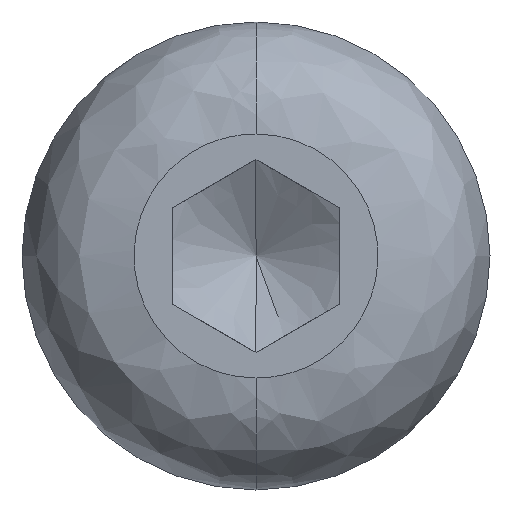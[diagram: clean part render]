
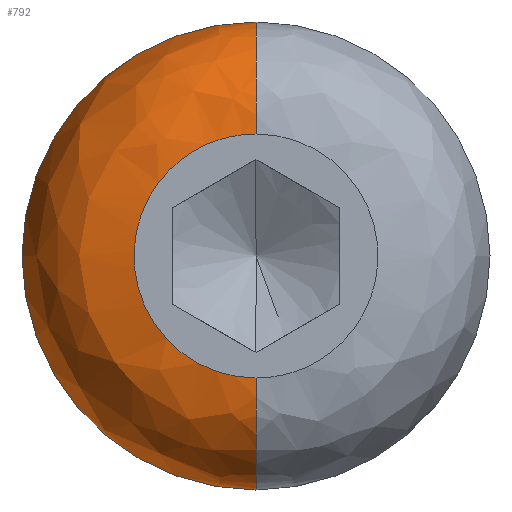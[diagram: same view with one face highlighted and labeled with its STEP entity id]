
A CAD part, left-side view. The second image highlights one B-rep face of the part: STEP entity #792.
In plain terms, the highlighted free-form (B-spline) face has degree [3, 3] with [4, 4] control points.
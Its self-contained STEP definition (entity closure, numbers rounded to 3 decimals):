
#63 = CARTESIAN_POINT ( 'NONE',  ( -4.4, 11.225, -5.612 ) ) ;
#66 = CARTESIAN_POINT ( 'NONE',  ( -4.4, 0., 3.65 ) ) ;
#95 = DIRECTION ( 'NONE',  ( 0., 1., 0. ) ) ;
#105 = CARTESIAN_POINT ( 'NONE',  ( -4.4, 7.3, -3.65 ) ) ;
#107 = CARTESIAN_POINT ( 'NONE',  ( -1.05, 0., 7. ) ) ;
#114 = CARTESIAN_POINT ( 'NONE',  ( -4.4, 11.225, 5.612 ) ) ;
#122 = ORIENTED_EDGE ( 'NONE', *, *, #424, .T. ) ;
#126 = ORIENTED_EDGE ( 'NONE', *, *, #359, .F. ) ;
#129 = CARTESIAN_POINT ( 'NONE',  ( -1.05, 0., -7. ) ) ;
#171 = CARTESIAN_POINT ( 'NONE',  ( -1.05, 0., 0. ) ) ;
#179 = DIRECTION ( 'NONE',  ( 0., 0., -1. ) ) ;
#189 = CARTESIAN_POINT ( 'NONE',  ( -3.012, 0., -7. ) ) ;
#193 = CARTESIAN_POINT ( 'NONE',  ( -1.05, 14., 7. ) ) ;
#222 = CARTESIAN_POINT ( 'NONE',  ( -1.05, 0., 3.65 ) ) ;
#235 = CIRCLE ( 'NONE', #670, 3.35 ) ;
#238 = DIRECTION ( 'NONE',  ( 0., -1., 0. ) ) ;
#246 = ORIENTED_EDGE ( 'NONE', *, *, #262, .T. ) ;
#254 = CARTESIAN_POINT ( 'NONE',  ( -4.4, 0., -3.65 ) ) ;
#262 = EDGE_CURVE ( 'NONE', #458, #343, #235, .T. ) ;
#287 = CIRCLE ( 'NONE', #760, 3.35 ) ;
#289 = ORIENTED_EDGE ( 'NONE', *, *, #330, .F. ) ;
#302 = CARTESIAN_POINT ( 'NONE',  ( -3.012, 14., 7. ) ) ;
#304 = CARTESIAN_POINT ( 'NONE',  ( -3.012, 14., -7. ) ) ;
#316 =( BOUNDED_CURVE ( )  B_SPLINE_CURVE ( 3, ( #429, #105, #600, #490 ),
 .UNSPECIFIED., .F., .T. ) 
 B_SPLINE_CURVE_WITH_KNOTS ( ( 4, 4 ),
 ( 0.75, 1.25 ),
 .UNSPECIFIED. ) 
 CURVE ( )  GEOMETRIC_REPRESENTATION_ITEM ( )  RATIONAL_B_SPLINE_CURVE ( ( 1., 0.333, 0.333, 1. ) ) 
 REPRESENTATION_ITEM ( '' )  );
#319 = CARTESIAN_POINT ( 'NONE',  ( -1.05, 0., -7. ) ) ;
#330 = EDGE_CURVE ( 'NONE', #628, #343, #580, .T. ) ;
#343 = VERTEX_POINT ( 'NONE', #107 ) ;
#357 = CARTESIAN_POINT ( 'NONE',  ( -4.4, 0., -3.65 ) ) ;
#359 = EDGE_CURVE ( 'NONE', #372, #628, #287, .T. ) ;
#372 = VERTEX_POINT ( 'NONE', #357 ) ;
#376 = CARTESIAN_POINT ( 'NONE',  ( -4.4, 0., -5.612 ) ) ;
#410 = DIRECTION ( 'NONE',  ( 0., 0., 1. ) ) ;
#424 = EDGE_CURVE ( 'NONE', #372, #458, #316, .T. ) ;
#429 = CARTESIAN_POINT ( 'NONE',  ( -4.4, 0., -3.65 ) ) ;
#436 = CARTESIAN_POINT ( 'NONE',  ( -4.4, 7.3, 3.65 ) ) ;
#440 = CARTESIAN_POINT ( 'NONE',  ( -1.05, 14., -7. ) ) ;
#458 = VERTEX_POINT ( 'NONE', #66 ) ;
#480 = CARTESIAN_POINT ( 'NONE',  ( -1.05, 0., -3.65 ) ) ;
#489 = DIRECTION ( 'NONE',  ( 0., 0., 1. ) ) ;
#490 = CARTESIAN_POINT ( 'NONE',  ( -4.4, 0., 3.65 ) ) ;
#501 = CARTESIAN_POINT ( 'NONE',  ( -4.4, 0., 5.612 ) ) ;
#503 = FACE_OUTER_BOUND ( 'NONE', #611, .T. ) ;
#546 = CARTESIAN_POINT ( 'NONE',  ( -3.012, 0., 7. ) ) ;
#580 = CIRCLE ( 'NONE', #747, 7. ) ;
#600 = CARTESIAN_POINT ( 'NONE',  ( -4.4, 7.3, 3.65 ) ) ;
#611 = EDGE_LOOP ( 'NONE', ( #122, #246, #289, #126 ) ) ;
#615 =( BOUNDED_SURFACE ( )  B_SPLINE_SURFACE ( 3, 3, ( 
 ( #722, #436, #783, #254 ),
 ( #501, #114, #63, #376 ),
 ( #546, #302, #304, #189 ),
 ( #672, #193, #440, #129 ) ),
 .UNSPECIFIED., .F., .F., .T. ) 
 B_SPLINE_SURFACE_WITH_KNOTS ( ( 4, 4 ),
 ( 4, 4 ),
 ( 0., 1. ),
 ( 0., 1. ),
 .UNSPECIFIED. ) 
 GEOMETRIC_REPRESENTATION_ITEM ( )  RATIONAL_B_SPLINE_SURFACE ( (
 ( 1., 0.333, 0.333, 1.),
 ( 0.805, 0.268, 0.268, 0.805),
 ( 0.805, 0.268, 0.268, 0.805),
 ( 1., 0.333, 0.333, 1.) ) ) 
 REPRESENTATION_ITEM ( '' )  SURFACE ( )  );
#628 = VERTEX_POINT ( 'NONE', #319 ) ;
#670 = AXIS2_PLACEMENT_3D ( 'NONE', #222, #95, #410 ) ;
#672 = CARTESIAN_POINT ( 'NONE',  ( -1.05, 0., 7. ) ) ;
#712 = DIRECTION ( 'NONE',  ( 1., 0., 0. ) ) ;
#722 = CARTESIAN_POINT ( 'NONE',  ( -4.4, 0., 3.65 ) ) ;
#747 = AXIS2_PLACEMENT_3D ( 'NONE', #171, #712, #489 ) ;
#760 = AXIS2_PLACEMENT_3D ( 'NONE', #480, #238, #179 ) ;
#783 = CARTESIAN_POINT ( 'NONE',  ( -4.4, 7.3, -3.65 ) ) ;
#792 = ADVANCED_FACE ( 'NONE', ( #503 ), #615, .T. ) ;
